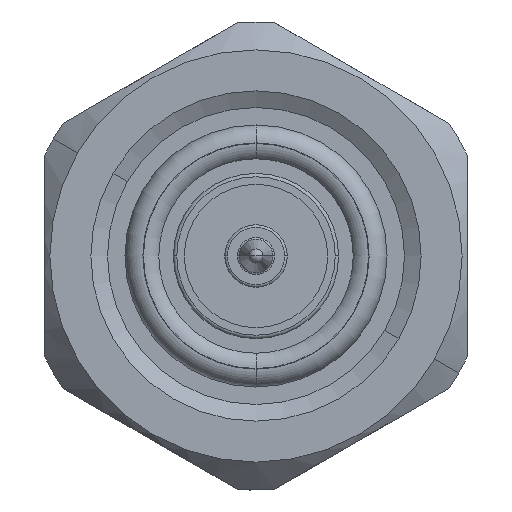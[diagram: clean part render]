
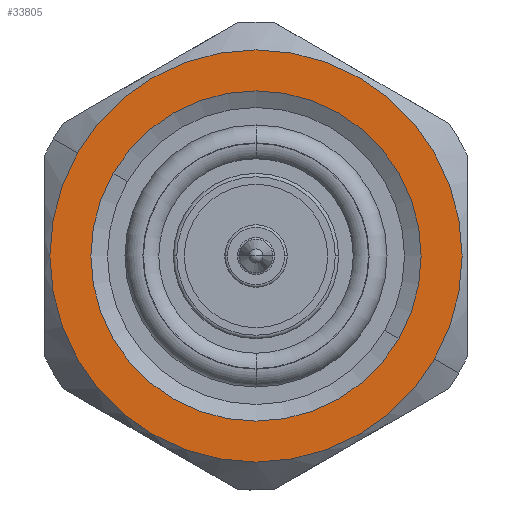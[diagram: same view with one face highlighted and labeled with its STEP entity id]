
A CAD part, left-side view. The second image highlights one B-rep face of the part: STEP entity #33805.
In plain terms, the highlighted planar face has unit normal (-1, 0, 0).
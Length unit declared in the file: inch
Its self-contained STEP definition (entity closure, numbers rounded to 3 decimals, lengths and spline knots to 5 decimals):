
#6082 = DIRECTION ( 'NONE',  ( 0., 0., 1. ) ) ;
#7714 = CIRCLE ( 'NONE', #67025, 0.39625 ) ;
#7768 = ORIENTED_EDGE ( 'NONE', *, *, #39556, .F. ) ;
#9401 = CIRCLE ( 'NONE', #27484, 0.3175 ) ;
#11122 = AXIS2_PLACEMENT_3D ( 'NONE', #36230, #77546, #60568 ) ;
#11592 = CARTESIAN_POINT ( 'NONE',  ( -0.3185, 0.3175, 0. ) ) ;
#12249 = DIRECTION ( 'NONE',  ( -1., 0., 0. ) ) ;
#18368 = AXIS2_PLACEMENT_3D ( 'NONE', #11592, #99829, #43623 ) ;
#19901 = DIRECTION ( 'NONE',  ( -1., 0., 0. ) ) ;
#26586 = DIRECTION ( 'NONE',  ( 0., 0., 1. ) ) ;
#27435 = CARTESIAN_POINT ( 'NONE',  ( -0.3185, 0., -0.39625 ) ) ;
#27484 = AXIS2_PLACEMENT_3D ( 'NONE', #51867, #97318, #26586 ) ;
#33805 = ADVANCED_FACE ( 'NONE', ( #83366, #92624 ), #52357, .F. ) ;
#34170 = CIRCLE ( 'NONE', #11122, 0.3175 ) ;
#34243 = CARTESIAN_POINT ( 'NONE',  ( -0.3185, 0., 0.39625 ) ) ;
#34677 = VERTEX_POINT ( 'NONE', #48504 ) ;
#36230 = CARTESIAN_POINT ( 'NONE',  ( -0.3185, 0., 0. ) ) ;
#39556 = EDGE_CURVE ( 'NONE', #62783, #34677, #9401, .T. ) ;
#41894 = EDGE_LOOP ( 'NONE', ( #88572, #84772 ) ) ;
#43255 = AXIS2_PLACEMENT_3D ( 'NONE', #52929, #19901, #76691 ) ;
#43623 = DIRECTION ( 'NONE',  ( 0., 0., -1. ) ) ;
#48504 = CARTESIAN_POINT ( 'NONE',  ( -0.3185, 0., 0.3175 ) ) ;
#50487 = VERTEX_POINT ( 'NONE', #27435 ) ;
#51867 = CARTESIAN_POINT ( 'NONE',  ( -0.3185, 0., 0. ) ) ;
#52357 = PLANE ( 'NONE',  #18368 ) ;
#52929 = CARTESIAN_POINT ( 'NONE',  ( -0.3185, 0., 0. ) ) ;
#60529 = VERTEX_POINT ( 'NONE', #34243 ) ;
#60568 = DIRECTION ( 'NONE',  ( 0., 0., 1. ) ) ;
#62783 = VERTEX_POINT ( 'NONE', #98632 ) ;
#67025 = AXIS2_PLACEMENT_3D ( 'NONE', #77301, #12249, #6082 ) ;
#67855 = EDGE_CURVE ( 'NONE', #50487, #60529, #7714, .T. ) ;
#72860 = CIRCLE ( 'NONE', #43255, 0.39625 ) ;
#76691 = DIRECTION ( 'NONE',  ( 0., 0., 1. ) ) ;
#77301 = CARTESIAN_POINT ( 'NONE',  ( -0.3185, 0., 0. ) ) ;
#77546 = DIRECTION ( 'NONE',  ( -1., 0., 0. ) ) ;
#81349 = EDGE_CURVE ( 'NONE', #34677, #62783, #34170, .T. ) ;
#83366 = FACE_BOUND ( 'NONE', #94454, .T. ) ;
#84772 = ORIENTED_EDGE ( 'NONE', *, *, #85722, .T. ) ;
#85722 = EDGE_CURVE ( 'NONE', #60529, #50487, #72860, .T. ) ;
#88130 = ORIENTED_EDGE ( 'NONE', *, *, #81349, .F. ) ;
#88572 = ORIENTED_EDGE ( 'NONE', *, *, #67855, .T. ) ;
#92624 = FACE_OUTER_BOUND ( 'NONE', #41894, .T. ) ;
#94454 = EDGE_LOOP ( 'NONE', ( #88130, #7768 ) ) ;
#97318 = DIRECTION ( 'NONE',  ( -1., 0., 0. ) ) ;
#98632 = CARTESIAN_POINT ( 'NONE',  ( -0.3185, 0., -0.3175 ) ) ;
#99829 = DIRECTION ( 'NONE',  ( 1., 0., 0. ) ) ;
